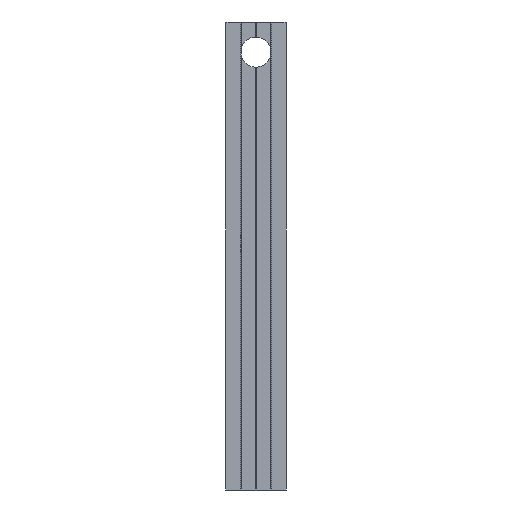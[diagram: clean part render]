
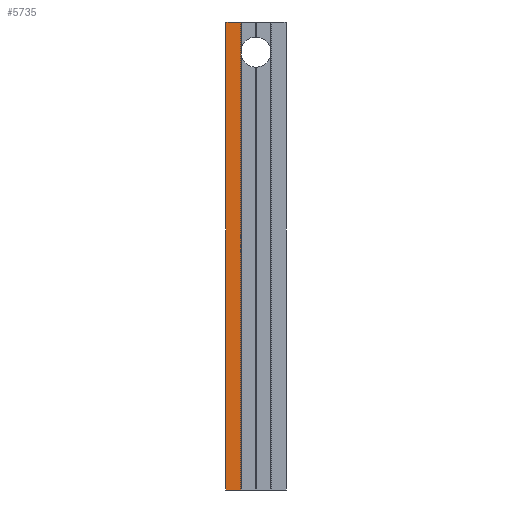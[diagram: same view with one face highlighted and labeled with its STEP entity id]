
A CAD part, left-side view. The second image highlights one B-rep face of the part: STEP entity #5735.
In plain terms, the highlighted planar face has unit normal (-1, 0, 0).
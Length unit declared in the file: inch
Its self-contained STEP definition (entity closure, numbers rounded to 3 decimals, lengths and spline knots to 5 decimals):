
#130=PLANE('',#6499);
#392=FACE_OUTER_BOUND('',#693,.T.);
#693=EDGE_LOOP('',(#4806,#4807,#4808,#4809));
#911=LINE('',#8684,#1335);
#1181=LINE('',#10065,#1605);
#1182=LINE('',#10067,#1606);
#1183=LINE('',#10068,#1607);
#1335=VECTOR('',#6747,0.3937);
#1605=VECTOR('',#8171,39.37008);
#1606=VECTOR('',#8172,39.37008);
#1607=VECTOR('',#8173,39.37008);
#2242=VERTEX_POINT('',#8681);
#2243=VERTEX_POINT('',#8683);
#2777=VERTEX_POINT('',#10064);
#2778=VERTEX_POINT('',#10066);
#2843=EDGE_CURVE('',#2243,#2242,#911,.T.);
#3580=EDGE_CURVE('',#2777,#2242,#1181,.T.);
#3581=EDGE_CURVE('',#2777,#2778,#1182,.T.);
#3582=EDGE_CURVE('',#2778,#2243,#1183,.T.);
#4806=ORIENTED_EDGE('',*,*,#2843,.T.);
#4807=ORIENTED_EDGE('',*,*,#3580,.F.);
#4808=ORIENTED_EDGE('',*,*,#3581,.T.);
#4809=ORIENTED_EDGE('',*,*,#3582,.T.);
#5735=ADVANCED_FACE('',(#392),#130,.T.);
#6499=AXIS2_PLACEMENT_3D('',#10063,#8169,#8170);
#6747=DIRECTION('',(0.,1.,0.));
#8169=DIRECTION('center_axis',(-1.,0.,0.));
#8170=DIRECTION('ref_axis',(0.,0.,1.));
#8171=DIRECTION('',(0.,0.,1.));
#8172=DIRECTION('',(0.,-1.,0.));
#8173=DIRECTION('',(0.,0.,1.));
#8681=CARTESIAN_POINT('',(-0.5,1.,-30.962));
#8683=CARTESIAN_POINT('',(-0.5,0.505,-30.962));
#8684=CARTESIAN_POINT('',(-0.5,-0.5,-30.962));
#10063=CARTESIAN_POINT('Origin',(-0.5,-1.,-46.5));
#10064=CARTESIAN_POINT('',(-0.5,1.,-46.5));
#10065=CARTESIAN_POINT('',(-0.5,1.,-46.5));
#10066=CARTESIAN_POINT('',(-0.5,0.505,-46.5));
#10067=CARTESIAN_POINT('',(-0.5,-1.,-46.5));
#10068=CARTESIAN_POINT('',(-0.5,0.505,-46.5));
